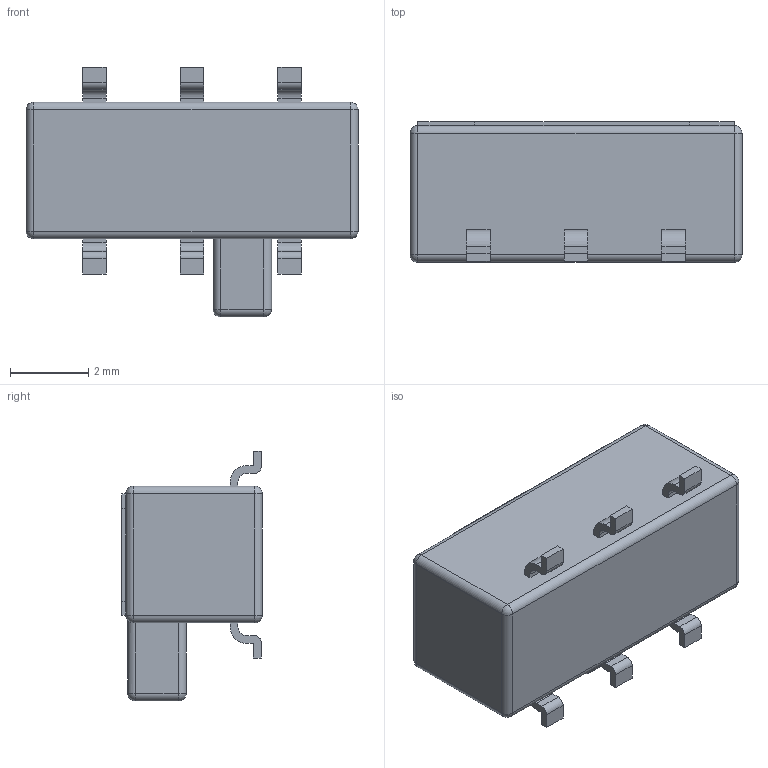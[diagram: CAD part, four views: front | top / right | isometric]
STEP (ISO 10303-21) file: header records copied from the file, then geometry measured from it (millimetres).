
FILE_DESCRIPTION(/* description */ (''),/* implementation_level */ '2;1');
FILE_NAME(/* name */ 'CL-SB-22B-12T.stp',/* time_stamp */ '2016-03-03T11:44:56+02:00',/* author */ ('Oleg'),/* organization */ (''),/* preprocessor_version */ 'ST-DEVELOPER v15.2',/* originating_system */ 'Autodesk Inventor 2014',/* authorisation */ '');
FILE_SCHEMA (('AUTOMOTIVE_DESIGN { 1 0 10303 214 3 1 1 }'));
Length unit declared in the file: millimetre
Products named in the file (1): CL-SB-22B-12T
Bounding box: 8.5 x 3.6 x 6.4 mm (x, y, z)
Volume: 110.8 mm3; surface area: 165.3 mm2
Topology: 1 solids, 1 shells, 135 faces, 335 edges, 208 vertices
Faces by surface type: plane 85, cylinder 38, sphere 12
Entity records: 4103 total; most frequent: CARTESIAN_POINT 697, DIRECTION 681, ORIENTED_EDGE 670, EDGE_CURVE 335, LINE 257, VECTOR 257, AXIS2_PLACEMENT_3D 212, VERTEX_POINT 208
